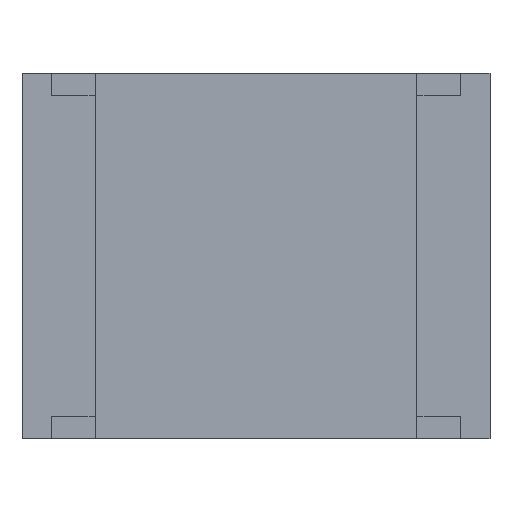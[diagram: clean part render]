
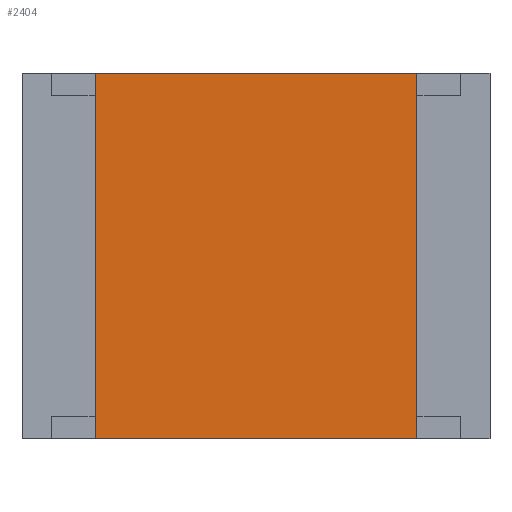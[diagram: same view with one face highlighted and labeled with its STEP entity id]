
A CAD part, top view. The second image highlights one B-rep face of the part: STEP entity #2404.
In plain terms, the highlighted planar face has unit normal (0, 0, 1).
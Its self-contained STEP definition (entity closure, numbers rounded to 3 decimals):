
#2215 = VERTEX_POINT('',#2216);
#2216 = CARTESIAN_POINT('',(-1.1,-1.25,0.6));
#2223 = PLANE('',#2224);
#2224 = AXIS2_PLACEMENT_3D('',#2225,#2226,#2227);
#2225 = CARTESIAN_POINT('',(-1.1,-1.25,0.55));
#2226 = DIRECTION('',(1.,0.,0.));
#2227 = DIRECTION('',(0.,0.,1.));
#2235 = PLANE('',#2236);
#2236 = AXIS2_PLACEMENT_3D('',#2237,#2238,#2239);
#2237 = CARTESIAN_POINT('',(-1.1,-1.25,0.55));
#2238 = DIRECTION('',(0.,1.,0.));
#2239 = DIRECTION('',(0.,0.,1.));
#2276 = VERTEX_POINT('',#2277);
#2277 = CARTESIAN_POINT('',(-1.1,1.25,0.6));
#2291 = PLANE('',#2292);
#2292 = AXIS2_PLACEMENT_3D('',#2293,#2294,#2295);
#2293 = CARTESIAN_POINT('',(-1.1,1.25,0.55));
#2294 = DIRECTION('',(0.,1.,0.));
#2295 = DIRECTION('',(0.,0.,1.));
#2303 = EDGE_CURVE('',#2215,#2276,#2304,.T.);
#2304 = SURFACE_CURVE('',#2305,(#2309,#2316),.PCURVE_S1.);
#2305 = LINE('',#2306,#2307);
#2306 = CARTESIAN_POINT('',(-1.1,-1.25,0.6));
#2307 = VECTOR('',#2308,1.);
#2308 = DIRECTION('',(0.,1.,0.));
#2309 = PCURVE('',#2223,#2310);
#2310 = DEFINITIONAL_REPRESENTATION('',(#2311),#2315);
#2311 = LINE('',#2312,#2313);
#2312 = CARTESIAN_POINT('',(0.05,0.));
#2313 = VECTOR('',#2314,1.);
#2314 = DIRECTION('',(0.,-1.));
#2315 = ( GEOMETRIC_REPRESENTATION_CONTEXT(2) 
PARAMETRIC_REPRESENTATION_CONTEXT() REPRESENTATION_CONTEXT('2D SPACE',''
  ) );
#2316 = PCURVE('',#2317,#2322);
#2317 = PLANE('',#2318);
#2318 = AXIS2_PLACEMENT_3D('',#2319,#2320,#2321);
#2319 = CARTESIAN_POINT('',(-1.1,-1.25,0.6));
#2320 = DIRECTION('',(0.,0.,1.));
#2321 = DIRECTION('',(1.,0.,0.));
#2322 = DEFINITIONAL_REPRESENTATION('',(#2323),#2327);
#2323 = LINE('',#2324,#2325);
#2324 = CARTESIAN_POINT('',(0.,0.));
#2325 = VECTOR('',#2326,1.);
#2326 = DIRECTION('',(0.,1.));
#2327 = ( GEOMETRIC_REPRESENTATION_CONTEXT(2) 
PARAMETRIC_REPRESENTATION_CONTEXT() REPRESENTATION_CONTEXT('2D SPACE',''
  ) );
#2356 = EDGE_CURVE('',#2215,#2357,#2359,.T.);
#2357 = VERTEX_POINT('',#2358);
#2358 = CARTESIAN_POINT('',(1.1,-1.25,0.6));
#2359 = SURFACE_CURVE('',#2360,(#2364,#2371),.PCURVE_S1.);
#2360 = LINE('',#2361,#2362);
#2361 = CARTESIAN_POINT('',(-1.1,-1.25,0.6));
#2362 = VECTOR('',#2363,1.);
#2363 = DIRECTION('',(1.,0.,0.));
#2364 = PCURVE('',#2235,#2365);
#2365 = DEFINITIONAL_REPRESENTATION('',(#2366),#2370);
#2366 = LINE('',#2367,#2368);
#2367 = CARTESIAN_POINT('',(0.05,0.));
#2368 = VECTOR('',#2369,1.);
#2369 = DIRECTION('',(0.,1.));
#2370 = ( GEOMETRIC_REPRESENTATION_CONTEXT(2) 
PARAMETRIC_REPRESENTATION_CONTEXT() REPRESENTATION_CONTEXT('2D SPACE',''
  ) );
#2371 = PCURVE('',#2317,#2372);
#2372 = DEFINITIONAL_REPRESENTATION('',(#2373),#2377);
#2373 = LINE('',#2374,#2375);
#2374 = CARTESIAN_POINT('',(0.,0.));
#2375 = VECTOR('',#2376,1.);
#2376 = DIRECTION('',(1.,0.));
#2377 = ( GEOMETRIC_REPRESENTATION_CONTEXT(2) 
PARAMETRIC_REPRESENTATION_CONTEXT() REPRESENTATION_CONTEXT('2D SPACE',''
  ) );
#2393 = PLANE('',#2394);
#2394 = AXIS2_PLACEMENT_3D('',#2395,#2396,#2397);
#2395 = CARTESIAN_POINT('',(1.1,-1.25,0.55));
#2396 = DIRECTION('',(1.,0.,0.));
#2397 = DIRECTION('',(0.,0.,1.));
#2404 = ADVANCED_FACE('',(#2405),#2317,.T.);
#2405 = FACE_BOUND('',#2406,.T.);
#2406 = EDGE_LOOP('',(#2407,#2408,#2409,#2432));
#2407 = ORIENTED_EDGE('',*,*,#2303,.F.);
#2408 = ORIENTED_EDGE('',*,*,#2356,.T.);
#2409 = ORIENTED_EDGE('',*,*,#2410,.T.);
#2410 = EDGE_CURVE('',#2357,#2411,#2413,.T.);
#2411 = VERTEX_POINT('',#2412);
#2412 = CARTESIAN_POINT('',(1.1,1.25,0.6));
#2413 = SURFACE_CURVE('',#2414,(#2418,#2425),.PCURVE_S1.);
#2414 = LINE('',#2415,#2416);
#2415 = CARTESIAN_POINT('',(1.1,-1.25,0.6));
#2416 = VECTOR('',#2417,1.);
#2417 = DIRECTION('',(0.,1.,0.));
#2418 = PCURVE('',#2317,#2419);
#2419 = DEFINITIONAL_REPRESENTATION('',(#2420),#2424);
#2420 = LINE('',#2421,#2422);
#2421 = CARTESIAN_POINT('',(2.2,0.));
#2422 = VECTOR('',#2423,1.);
#2423 = DIRECTION('',(0.,1.));
#2424 = ( GEOMETRIC_REPRESENTATION_CONTEXT(2) 
PARAMETRIC_REPRESENTATION_CONTEXT() REPRESENTATION_CONTEXT('2D SPACE',''
  ) );
#2425 = PCURVE('',#2393,#2426);
#2426 = DEFINITIONAL_REPRESENTATION('',(#2427),#2431);
#2427 = LINE('',#2428,#2429);
#2428 = CARTESIAN_POINT('',(0.05,0.));
#2429 = VECTOR('',#2430,1.);
#2430 = DIRECTION('',(0.,-1.));
#2431 = ( GEOMETRIC_REPRESENTATION_CONTEXT(2) 
PARAMETRIC_REPRESENTATION_CONTEXT() REPRESENTATION_CONTEXT('2D SPACE',''
  ) );
#2432 = ORIENTED_EDGE('',*,*,#2433,.F.);
#2433 = EDGE_CURVE('',#2276,#2411,#2434,.T.);
#2434 = SURFACE_CURVE('',#2435,(#2439,#2446),.PCURVE_S1.);
#2435 = LINE('',#2436,#2437);
#2436 = CARTESIAN_POINT('',(-1.1,1.25,0.6));
#2437 = VECTOR('',#2438,1.);
#2438 = DIRECTION('',(1.,0.,0.));
#2439 = PCURVE('',#2317,#2440);
#2440 = DEFINITIONAL_REPRESENTATION('',(#2441),#2445);
#2441 = LINE('',#2442,#2443);
#2442 = CARTESIAN_POINT('',(0.,2.5));
#2443 = VECTOR('',#2444,1.);
#2444 = DIRECTION('',(1.,0.));
#2445 = ( GEOMETRIC_REPRESENTATION_CONTEXT(2) 
PARAMETRIC_REPRESENTATION_CONTEXT() REPRESENTATION_CONTEXT('2D SPACE',''
  ) );
#2446 = PCURVE('',#2291,#2447);
#2447 = DEFINITIONAL_REPRESENTATION('',(#2448),#2452);
#2448 = LINE('',#2449,#2450);
#2449 = CARTESIAN_POINT('',(0.05,0.));
#2450 = VECTOR('',#2451,1.);
#2451 = DIRECTION('',(0.,1.));
#2452 = ( GEOMETRIC_REPRESENTATION_CONTEXT(2) 
PARAMETRIC_REPRESENTATION_CONTEXT() REPRESENTATION_CONTEXT('2D SPACE',''
  ) );
